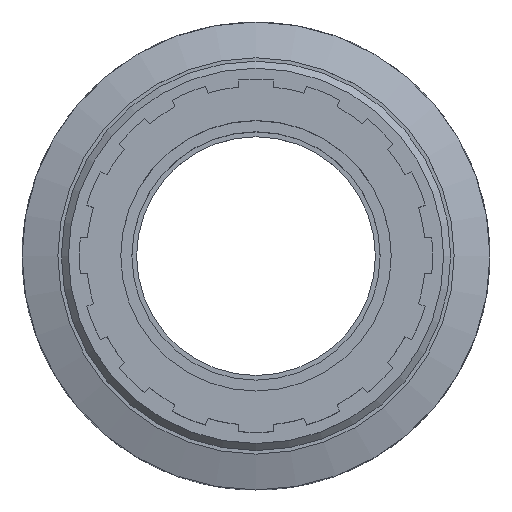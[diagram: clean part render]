
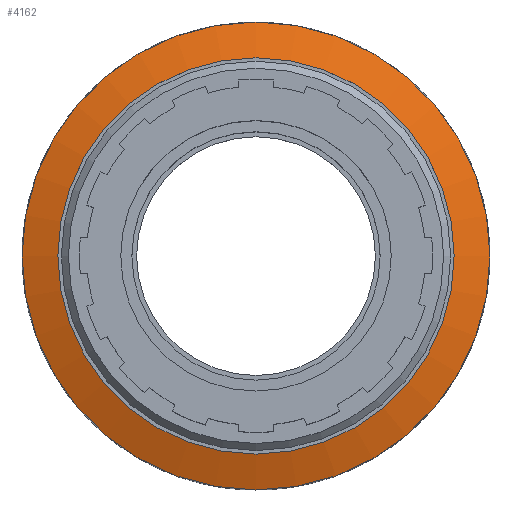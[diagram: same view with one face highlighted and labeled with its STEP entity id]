
A CAD part, top view. The second image highlights one B-rep face of the part: STEP entity #4162.
In plain terms, the highlighted conical face has half-angle 71.565 degrees and reference radius 45.25 mm.
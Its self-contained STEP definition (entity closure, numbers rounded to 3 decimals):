
#57=CONICAL_SURFACE($,#4609,45.25,71.565);
#99=FACE_BOUND($,#865,.T.);
#321=CIRCLE($,#4608,49.);
#322=CIRCLE($,#4610,41.5);
#618=FACE_OUTER_BOUND($,#864,.T.);
#864=EDGE_LOOP($,(#3792));
#865=EDGE_LOOP($,(#3793));
#1986=VERTEX_POINT($,#7164);
#1987=VERTEX_POINT($,#7167);
#2590=EDGE_CURVE($,#1986,#1986,#321,.T.);
#2591=EDGE_CURVE($,#1987,#1987,#322,.T.);
#3792=ORIENTED_EDGE($,*,*,#2591,.F.);
#3793=ORIENTED_EDGE($,*,*,#2590,.T.);
#4162=ADVANCED_FACE($,(#618,#99),#57,.T.);
#4608=AXIS2_PLACEMENT_3D($,#7165,#5844,#5845);
#4609=AXIS2_PLACEMENT_3D($,#7166,#5846,#5847);
#4610=AXIS2_PLACEMENT_3D($,#7168,#5848,#5849);
#5844=DIRECTION('center_axis',(0.,0.,1.));
#5845=DIRECTION('ref_axis',(0.,-1.,0.));
#5846=DIRECTION('center_axis',(0.,0.,-1.));
#5847=DIRECTION('ref_axis',(0.,-1.,0.));
#5848=DIRECTION('center_axis',(0.,0.,1.));
#5849=DIRECTION('ref_axis',(0.,-1.,0.));
#7164=CARTESIAN_POINT('',(0.,-49.,35.5));
#7165=CARTESIAN_POINT('Origin',(0.,0.,35.5));
#7166=CARTESIAN_POINT('Origin',(0.,0.,36.75));
#7167=CARTESIAN_POINT('',(0.,-41.5,38.));
#7168=CARTESIAN_POINT('Origin',(0.,0.,38.));
